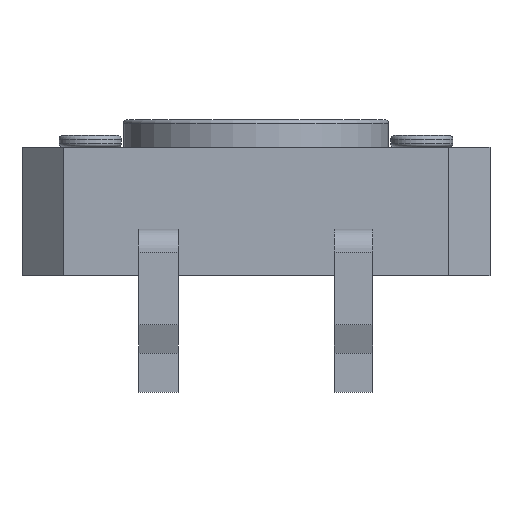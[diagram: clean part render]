
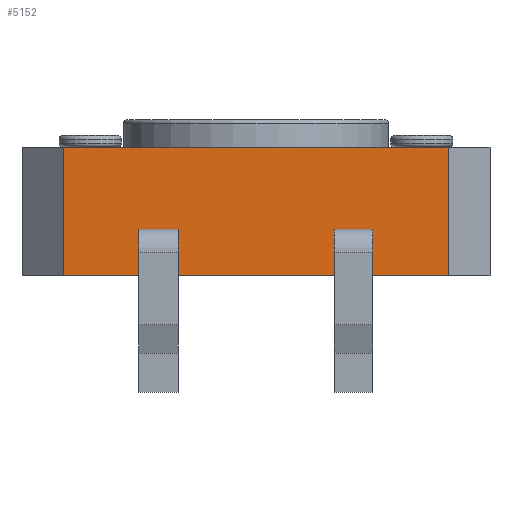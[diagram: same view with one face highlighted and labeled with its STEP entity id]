
A CAD part, left-side view. The second image highlights one B-rep face of the part: STEP entity #5152.
In plain terms, the highlighted planar face has unit normal (-1, 0, 0).
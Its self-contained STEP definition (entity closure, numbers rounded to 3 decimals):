
#4428 = PLANE('',#4429);
#4429 = AXIS2_PLACEMENT_3D('',#4430,#4431,#4432);
#4430 = CARTESIAN_POINT('',(-6.,4.939,0.));
#4431 = DIRECTION('',(-0.707,0.707,0.));
#4432 = DIRECTION('',(0.707,0.707,0.));
#4456 = PLANE('',#4457);
#4457 = AXIS2_PLACEMENT_3D('',#4458,#4459,#4460);
#4458 = CARTESIAN_POINT('',(0.,0.,3.3));
#4459 = DIRECTION('',(-0.,-0.,-1.));
#4460 = DIRECTION('',(-1.,0.,0.));
#4510 = PLANE('',#4511);
#4511 = AXIS2_PLACEMENT_3D('',#4512,#4513,#4514);
#4512 = CARTESIAN_POINT('',(0.,0.,0.));
#4513 = DIRECTION('',(-0.,-0.,-1.));
#4514 = DIRECTION('',(-1.,0.,0.));
#4525 = EDGE_CURVE('',#4526,#4528,#4530,.T.);
#4526 = VERTEX_POINT('',#4527);
#4527 = CARTESIAN_POINT('',(-6.,4.939,0.));
#4528 = VERTEX_POINT('',#4529);
#4529 = CARTESIAN_POINT('',(-6.,4.939,3.3));
#4530 = SURFACE_CURVE('',#4531,(#4535,#4542),.PCURVE_S1.);
#4531 = LINE('',#4532,#4533);
#4532 = CARTESIAN_POINT('',(-6.,4.939,0.));
#4533 = VECTOR('',#4534,1.);
#4534 = DIRECTION('',(0.,0.,1.));
#4535 = PCURVE('',#4428,#4536);
#4536 = DEFINITIONAL_REPRESENTATION('',(#4537),#4541);
#4537 = LINE('',#4538,#4539);
#4538 = CARTESIAN_POINT('',(0.,0.));
#4539 = VECTOR('',#4540,1.);
#4540 = DIRECTION('',(0.,-1.));
#4541 = ( GEOMETRIC_REPRESENTATION_CONTEXT(2) 
PARAMETRIC_REPRESENTATION_CONTEXT() REPRESENTATION_CONTEXT('2D SPACE',''
  ) );
#4542 = PCURVE('',#4543,#4548);
#4543 = PLANE('',#4544);
#4544 = AXIS2_PLACEMENT_3D('',#4545,#4546,#4547);
#4545 = CARTESIAN_POINT('',(-6.,-4.939,0.));
#4546 = DIRECTION('',(-1.,0.,0.));
#4547 = DIRECTION('',(0.,1.,0.));
#4548 = DEFINITIONAL_REPRESENTATION('',(#4549),#4553);
#4549 = LINE('',#4550,#4551);
#4550 = CARTESIAN_POINT('',(9.879,0.));
#4551 = VECTOR('',#4552,1.);
#4552 = DIRECTION('',(0.,-1.));
#4553 = ( GEOMETRIC_REPRESENTATION_CONTEXT(2) 
PARAMETRIC_REPRESENTATION_CONTEXT() REPRESENTATION_CONTEXT('2D SPACE',''
  ) );
#4759 = VERTEX_POINT('',#4760);
#4760 = CARTESIAN_POINT('',(-6.,-4.939,0.));
#4774 = PLANE('',#4775);
#4775 = AXIS2_PLACEMENT_3D('',#4776,#4777,#4778);
#4776 = CARTESIAN_POINT('',(-4.939,-6.,0.));
#4777 = DIRECTION('',(-0.707,-0.707,0.));
#4778 = DIRECTION('',(-0.707,0.707,0.));
#4786 = EDGE_CURVE('',#4759,#4526,#4787,.T.);
#4787 = SURFACE_CURVE('',#4788,(#4792,#4799),.PCURVE_S1.);
#4788 = LINE('',#4789,#4790);
#4789 = CARTESIAN_POINT('',(-6.,-4.939,0.));
#4790 = VECTOR('',#4791,1.);
#4791 = DIRECTION('',(0.,1.,0.));
#4792 = PCURVE('',#4510,#4793);
#4793 = DEFINITIONAL_REPRESENTATION('',(#4794),#4798);
#4794 = LINE('',#4795,#4796);
#4795 = CARTESIAN_POINT('',(6.,-4.939));
#4796 = VECTOR('',#4797,1.);
#4797 = DIRECTION('',(0.,1.));
#4798 = ( GEOMETRIC_REPRESENTATION_CONTEXT(2) 
PARAMETRIC_REPRESENTATION_CONTEXT() REPRESENTATION_CONTEXT('2D SPACE',''
  ) );
#4799 = PCURVE('',#4543,#4800);
#4800 = DEFINITIONAL_REPRESENTATION('',(#4801),#4805);
#4801 = LINE('',#4802,#4803);
#4802 = CARTESIAN_POINT('',(0.,0.));
#4803 = VECTOR('',#4804,1.);
#4804 = DIRECTION('',(1.,0.));
#4805 = ( GEOMETRIC_REPRESENTATION_CONTEXT(2) 
PARAMETRIC_REPRESENTATION_CONTEXT() REPRESENTATION_CONTEXT('2D SPACE',''
  ) );
#4883 = VERTEX_POINT('',#4884);
#4884 = CARTESIAN_POINT('',(-6.,-4.939,3.3));
#4905 = EDGE_CURVE('',#4883,#4528,#4906,.T.);
#4906 = SURFACE_CURVE('',#4907,(#4911,#4918),.PCURVE_S1.);
#4907 = LINE('',#4908,#4909);
#4908 = CARTESIAN_POINT('',(-6.,-4.939,3.3));
#4909 = VECTOR('',#4910,1.);
#4910 = DIRECTION('',(0.,1.,0.));
#4911 = PCURVE('',#4456,#4912);
#4912 = DEFINITIONAL_REPRESENTATION('',(#4913),#4917);
#4913 = LINE('',#4914,#4915);
#4914 = CARTESIAN_POINT('',(6.,-4.939));
#4915 = VECTOR('',#4916,1.);
#4916 = DIRECTION('',(0.,1.));
#4917 = ( GEOMETRIC_REPRESENTATION_CONTEXT(2) 
PARAMETRIC_REPRESENTATION_CONTEXT() REPRESENTATION_CONTEXT('2D SPACE',''
  ) );
#4918 = PCURVE('',#4543,#4919);
#4919 = DEFINITIONAL_REPRESENTATION('',(#4920),#4924);
#4920 = LINE('',#4921,#4922);
#4921 = CARTESIAN_POINT('',(0.,-3.3));
#4922 = VECTOR('',#4923,1.);
#4923 = DIRECTION('',(1.,0.));
#4924 = ( GEOMETRIC_REPRESENTATION_CONTEXT(2) 
PARAMETRIC_REPRESENTATION_CONTEXT() REPRESENTATION_CONTEXT('2D SPACE',''
  ) );
#5152 = ADVANCED_FACE('',(#5153),#4543,.T.);
#5153 = FACE_BOUND('',#5154,.T.);
#5154 = EDGE_LOOP('',(#5155,#5176,#5177,#5178));
#5155 = ORIENTED_EDGE('',*,*,#5156,.T.);
#5156 = EDGE_CURVE('',#4759,#4883,#5157,.T.);
#5157 = SURFACE_CURVE('',#5158,(#5162,#5169),.PCURVE_S1.);
#5158 = LINE('',#5159,#5160);
#5159 = CARTESIAN_POINT('',(-6.,-4.939,0.));
#5160 = VECTOR('',#5161,1.);
#5161 = DIRECTION('',(0.,0.,1.));
#5162 = PCURVE('',#4543,#5163);
#5163 = DEFINITIONAL_REPRESENTATION('',(#5164),#5168);
#5164 = LINE('',#5165,#5166);
#5165 = CARTESIAN_POINT('',(0.,0.));
#5166 = VECTOR('',#5167,1.);
#5167 = DIRECTION('',(0.,-1.));
#5168 = ( GEOMETRIC_REPRESENTATION_CONTEXT(2) 
PARAMETRIC_REPRESENTATION_CONTEXT() REPRESENTATION_CONTEXT('2D SPACE',''
  ) );
#5169 = PCURVE('',#4774,#5170);
#5170 = DEFINITIONAL_REPRESENTATION('',(#5171),#5175);
#5171 = LINE('',#5172,#5173);
#5172 = CARTESIAN_POINT('',(1.5,0.));
#5173 = VECTOR('',#5174,1.);
#5174 = DIRECTION('',(0.,-1.));
#5175 = ( GEOMETRIC_REPRESENTATION_CONTEXT(2) 
PARAMETRIC_REPRESENTATION_CONTEXT() REPRESENTATION_CONTEXT('2D SPACE',''
  ) );
#5176 = ORIENTED_EDGE('',*,*,#4905,.T.);
#5177 = ORIENTED_EDGE('',*,*,#4525,.F.);
#5178 = ORIENTED_EDGE('',*,*,#4786,.F.);
